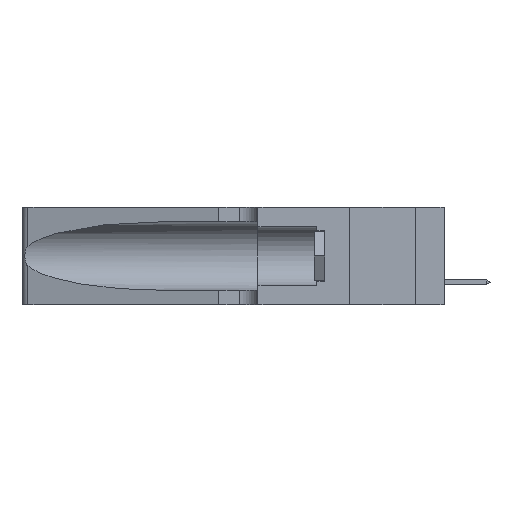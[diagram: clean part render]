
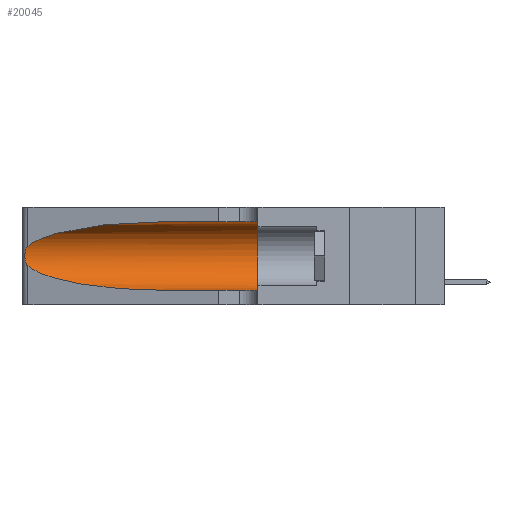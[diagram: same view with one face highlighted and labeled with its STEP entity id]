
A CAD part, left-side view. The second image highlights one B-rep face of the part: STEP entity #20045.
In plain terms, the highlighted cylindrical face has radius 3.308 mm (diameter 6.617 mm), a partial arc.
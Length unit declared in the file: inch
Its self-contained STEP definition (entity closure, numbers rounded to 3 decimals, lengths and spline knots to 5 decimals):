
#2379 = CARTESIAN_POINT ( 'NONE',  ( 0.18966, 0.96281, 0.05475 ) ) ;
#3149 = DIRECTION ( 'NONE',  ( 0., 0., -1. ) ) ;
#3332 = DIRECTION ( 'NONE',  ( 0., -1., 0. ) ) ;
#3385 = CARTESIAN_POINT ( 'NONE',  ( 0.1305, 1.61858, 0.185 ) ) ;
#5167 = DIRECTION ( 'NONE',  ( 0., 1., 0. ) ) ;
#5198 = ORIENTED_EDGE ( 'NONE', *, *, #16508, .F. ) ;
#5446 = CARTESIAN_POINT ( 'NONE',  ( 0.26075, 1.23896, 0.178 ) ) ;
#5688 = CARTESIAN_POINT ( 'NONE',  ( 0.25787, 1.23484, 0.2124 ) ) ;
#5809 = CARTESIAN_POINT ( 'NONE',  ( 0.25555, 1.22994, 0.2215 ) ) ;
#5836 = DIRECTION ( 'NONE',  ( 0., -1., 0. ) ) ;
#6355 = ORIENTED_EDGE ( 'NONE', *, *, #33690, .T. ) ;
#6836 = EDGE_CURVE ( 'NONE', #8178, #29137, #7725, .T. ) ;
#7725 = CIRCLE ( 'NONE', #22644, 0.13025 ) ;
#8018 = CARTESIAN_POINT ( 'NONE',  ( 0.25487, 1.22718, 0.14631 ) ) ;
#8178 = VERTEX_POINT ( 'NONE', #20853 ) ;
#8226 = ORIENTED_EDGE ( 'NONE', *, *, #14639, .T. ) ;
#8401 = CARTESIAN_POINT ( 'NONE',  ( 0.25487, 1.22718, 0.14631 ) ) ;
#9448 = LINE ( 'NONE', #12638, #37270 ) ;
#9993 = ORIENTED_EDGE ( 'NONE', *, *, #6836, .F. ) ;
#10543 = FACE_OUTER_BOUND ( 'NONE', #15715, .T. ) ;
#11467 = CARTESIAN_POINT ( 'NONE',  ( 0.1305, 0.35, 0.185 ) ) ;
#11478 = CARTESIAN_POINT ( 'NONE',  ( 0.25639, 1.23186, 0.15144 ) ) ;
#11596 = CARTESIAN_POINT ( 'NONE',  ( 0.26075, 1.23896, 0.19203 ) ) ;
#11849 = CARTESIAN_POINT ( 'NONE',  ( 0.25487, 1.22718, 0.14631 ) ) ;
#12132 = CARTESIAN_POINT ( 'NONE',  ( 0.1305, 1.61858, 0.05475 ) ) ;
#12227 = VERTEX_POINT ( 'NONE', #28817 ) ;
#12431 = CARTESIAN_POINT ( 'NONE',  ( 0.2373, 1.15595, 0.28018 ) ) ;
#12638 = CARTESIAN_POINT ( 'NONE',  ( 0.1305, 1.61858, 0.31525 ) ) ;
#12703 = CARTESIAN_POINT ( 'NONE',  ( 0.25487, 1.22718, 0.22369 ) ) ;
#14469 = DIRECTION ( 'NONE',  ( 0., 0., 1. ) ) ;
#14639 = EDGE_CURVE ( 'NONE', #12227, #29137, #18818, .T. ) ;
#14963 = DIRECTION ( 'NONE',  ( 0., -1., 0. ) ) ;
#15345 = VERTEX_POINT ( 'NONE', #24136 ) ;
#15715 = EDGE_LOOP ( 'NONE', ( #30120, #35836, #6355, #8226, #9993, #5198 ) ) ;
#16154 = CYLINDRICAL_SURFACE ( 'NONE', #28890, 0.13025 ) ;
#16508 = EDGE_CURVE ( 'NONE', #15345, #8178, #9448, .T. ) ;
#17858 = CARTESIAN_POINT ( 'NONE',  ( 0.1305, 0.72297, 0.05475 ) ) ;
#18818 = LINE ( 'NONE', #12132, #38280 ) ;
#19104 = VERTEX_POINT ( 'NONE', #8401 ) ;
#20045 = ADVANCED_FACE ( 'NONE', ( #10543 ), #16154, .F. ) ;
#20419 = CARTESIAN_POINT ( 'NONE',  ( 0.25487, 1.22718, 0.22369 ) ) ;
#20676 = CARTESIAN_POINT ( 'NONE',  ( 0.26017, 1.23833, 0.17102 ) ) ;
#20853 = CARTESIAN_POINT ( 'NONE',  ( 0.1305, 0.35, 0.31525 ) ) ;
#21522 = EDGE_CURVE ( 'NONE', #15345, #35448, #35784, .T. ) ;
#22644 = AXIS2_PLACEMENT_3D ( 'NONE', #11467, #5167, #14469 ) ;
#23303 = CARTESIAN_POINT ( 'NONE',  ( 0.2373, 1.15595, 0.08982 ) ) ;
#23593 = CARTESIAN_POINT ( 'NONE',  ( 0.25789, 1.23486, 0.15765 ) ) ;
#23721 = CARTESIAN_POINT ( 'NONE',  ( 0.25639, 1.23184, 0.21858 ) ) ;
#24136 = CARTESIAN_POINT ( 'NONE',  ( 0.1305, 0.72297, 0.31525 ) ) ;
#26499 = CARTESIAN_POINT ( 'NONE',  ( 0.25856, 1.23593, 0.16098 ) ) ;
#26626 = CARTESIAN_POINT ( 'NONE',  ( 0.25854, 1.2359, 0.20912 ) ) ;
#27991 =( BOUNDED_CURVE ( )  B_SPLINE_CURVE ( 3, ( #8018, #23303, #2379, #17858 ),
 .UNSPECIFIED., .F., .T. ) 
 B_SPLINE_CURVE_WITH_KNOTS ( ( 4, 4 ),
 ( 3.44316, 4.71239 ),
 .UNSPECIFIED. ) 
 CURVE ( )  GEOMETRIC_REPRESENTATION_ITEM ( )  RATIONAL_B_SPLINE_CURVE ( ( 1., 0.87, 0.87, 1. ) ) 
 REPRESENTATION_ITEM ( '' )  );
#28817 = CARTESIAN_POINT ( 'NONE',  ( 0.1305, 0.72297, 0.05475 ) ) ;
#28890 = AXIS2_PLACEMENT_3D ( 'NONE', #3385, #14963, #3149 ) ;
#29137 = VERTEX_POINT ( 'NONE', #37268 ) ;
#29599 = CARTESIAN_POINT ( 'NONE',  ( 0.25555, 1.22993, 0.14849 ) ) ;
#30120 = ORIENTED_EDGE ( 'NONE', *, *, #21522, .T. ) ;
#30329 = CARTESIAN_POINT ( 'NONE',  ( 0.1305, 0.72297, 0.31525 ) ) ;
#30837 = CARTESIAN_POINT ( 'NONE',  ( 0.25487, 1.22718, 0.22369 ) ) ;
#33637 = CARTESIAN_POINT ( 'NONE',  ( 0.18966, 0.96281, 0.31525 ) ) ;
#33690 = EDGE_CURVE ( 'NONE', #19104, #12227, #27991, .T. ) ;
#35448 = VERTEX_POINT ( 'NONE', #12703 ) ;
#35784 =( BOUNDED_CURVE ( )  B_SPLINE_CURVE ( 3, ( #30329, #33637, #12431, #30837 ),
 .UNSPECIFIED., .F., .T. ) 
 B_SPLINE_CURVE_WITH_KNOTS ( ( 4, 4 ),
 ( 1.5708, 2.84003 ),
 .UNSPECIFIED. ) 
 CURVE ( )  GEOMETRIC_REPRESENTATION_ITEM ( )  RATIONAL_B_SPLINE_CURVE ( ( 1., 0.87, 0.87, 1. ) ) 
 REPRESENTATION_ITEM ( '' )  );
#35836 = ORIENTED_EDGE ( 'NONE', *, *, #37193, .T. ) ;
#37193 = EDGE_CURVE ( 'NONE', #35448, #19104, #38659, .T. ) ;
#37268 = CARTESIAN_POINT ( 'NONE',  ( 0.1305, 0.35, 0.05475 ) ) ;
#37270 = VECTOR ( 'NONE', #5836, 39.37008 ) ;
#38280 = VECTOR ( 'NONE', #3332, 39.37008 ) ;
#38659 = B_SPLINE_CURVE_WITH_KNOTS ( 'NONE', 3,
 ( #20419, #5809, #23721, #5688, #26626, #38724, #11596, #5446, #20676, #26499, #23593, #11478, #29599, #11849 ),
 .UNSPECIFIED., .F., .F.,
 ( 4, 2, 2, 2, 2, 2, 4 ),
 ( 0., 0.00027, 0.00053, 0.00107, 0.0016, 0.00187, 0.00214 ),
 .UNSPECIFIED. ) ;
#38724 = CARTESIAN_POINT ( 'NONE',  ( 0.26018, 1.23835, 0.19895 ) ) ;
